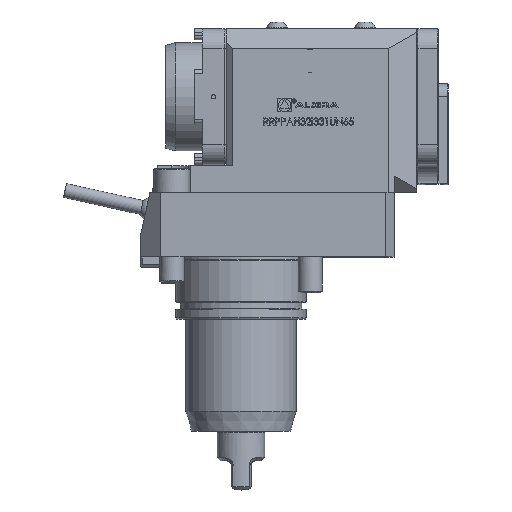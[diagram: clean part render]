
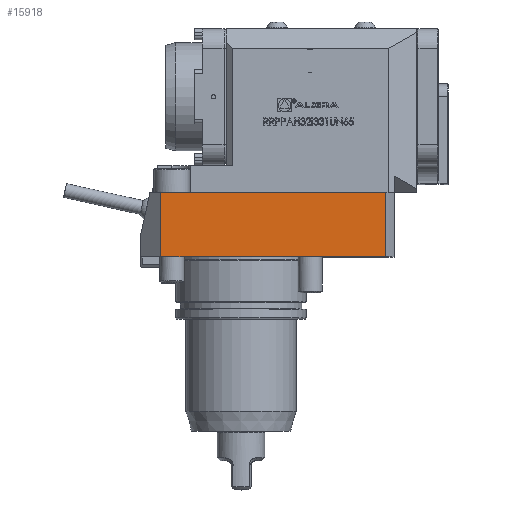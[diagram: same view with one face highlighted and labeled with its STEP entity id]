
A CAD part, top view. The second image highlights one B-rep face of the part: STEP entity #15918.
In plain terms, the highlighted planar face has unit normal (0, 0, 1).
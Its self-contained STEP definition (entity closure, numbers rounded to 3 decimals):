
#317 = VECTOR ( 'NONE', #6128, 1000. ) ;
#1228 = CARTESIAN_POINT ( 'NONE',  ( 72.111, 10., 45. ) ) ;
#2504 = CARTESIAN_POINT ( 'NONE',  ( -40., 97., 45. ) ) ;
#3272 = CARTESIAN_POINT ( 'NONE',  ( -40., 129., 45. ) ) ;
#3366 = ORIENTED_EDGE ( 'NONE', *, *, #17826, .T. ) ;
#5425 = VECTOR ( 'NONE', #15209, 1000. ) ;
#6128 = DIRECTION ( 'NONE',  ( 1., 0., 0. ) ) ;
#6834 = FACE_OUTER_BOUND ( 'NONE', #11656, .T. ) ;
#6958 = EDGE_CURVE ( 'NONE', #24381, #16975, #28955, .T. ) ;
#7195 = VECTOR ( 'NONE', #8715, 1000. ) ;
#8029 = CARTESIAN_POINT ( 'NONE',  ( 72.111, 129., 45. ) ) ;
#8715 = DIRECTION ( 'NONE',  ( 0., -1., 0. ) ) ;
#11236 = DIRECTION ( 'NONE',  ( 1., 0., 0. ) ) ;
#11292 = VERTEX_POINT ( 'NONE', #8029 ) ;
#11406 = EDGE_CURVE ( 'NONE', #11292, #21430, #24266, .T. ) ;
#11656 = EDGE_LOOP ( 'NONE', ( #18760, #12756, #3366, #13249, #28683 ) ) ;
#11733 = AXIS2_PLACEMENT_3D ( 'NONE', #19699, #15829, #11236 ) ;
#12756 = ORIENTED_EDGE ( 'NONE', *, *, #6958, .T. ) ;
#12952 = VECTOR ( 'NONE', #29014, 1000. ) ;
#13249 = ORIENTED_EDGE ( 'NONE', *, *, #23826, .F. ) ;
#14396 = DIRECTION ( 'NONE',  ( 0., -1., 0. ) ) ;
#15209 = DIRECTION ( 'NONE',  ( 1., 0., 0. ) ) ;
#15542 = PLANE ( 'NONE',  #11733 ) ;
#15829 = DIRECTION ( 'NONE',  ( 0., 0., 1. ) ) ;
#15918 = ADVANCED_FACE ( 'Defeature completata1_25', ( #6834 ), #15542, .T. ) ;
#16010 = CARTESIAN_POINT ( 'NONE',  ( 72.111, 97., 45. ) ) ;
#16975 = VERTEX_POINT ( 'NONE', #2504 ) ;
#16981 = LINE ( 'NONE', #19365, #5425 ) ;
#17142 = CARTESIAN_POINT ( 'NONE',  ( -40., 10., 45. ) ) ;
#17488 = CARTESIAN_POINT ( 'NONE',  ( 94., 129., 45. ) ) ;
#17826 = EDGE_CURVE ( 'NONE', #16975, #19391, #28449, .T. ) ;
#18760 = ORIENTED_EDGE ( 'NONE', *, *, #25275, .F. ) ;
#19365 = CARTESIAN_POINT ( 'NONE',  ( -50., 129., 45. ) ) ;
#19391 = VERTEX_POINT ( 'NONE', #16010 ) ;
#19699 = CARTESIAN_POINT ( 'NONE',  ( -50., 10., 45. ) ) ;
#21368 = CARTESIAN_POINT ( 'NONE',  ( -25.25, 129., 45. ) ) ;
#21383 = CARTESIAN_POINT ( 'NONE',  ( 0., 97., 45. ) ) ;
#21430 = VERTEX_POINT ( 'NONE', #21368 ) ;
#22291 = VECTOR ( 'NONE', #14396, 1000. ) ;
#23826 = EDGE_CURVE ( 'NONE', #11292, #19391, #28118, .T. ) ;
#24266 = LINE ( 'NONE', #17488, #12952 ) ;
#24381 = VERTEX_POINT ( 'NONE', #3272 ) ;
#25275 = EDGE_CURVE ( 'NONE', #24381, #21430, #16981, .T. ) ;
#28118 = LINE ( 'NONE', #1228, #22291 ) ;
#28449 = LINE ( 'NONE', #21383, #317 ) ;
#28683 = ORIENTED_EDGE ( 'NONE', *, *, #11406, .T. ) ;
#28955 = LINE ( 'NONE', #17142, #7195 ) ;
#29014 = DIRECTION ( 'NONE',  ( -1., 0., 0. ) ) ;
